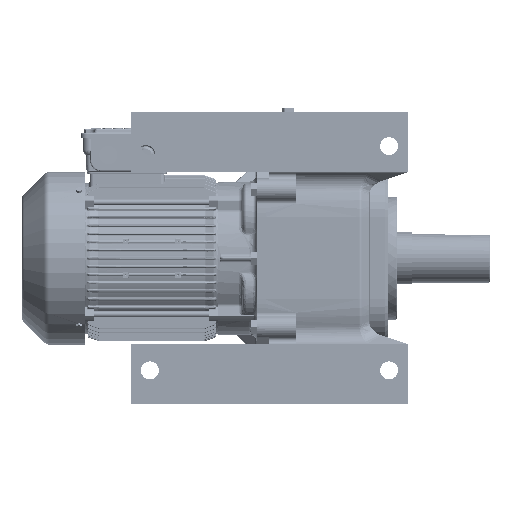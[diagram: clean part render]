
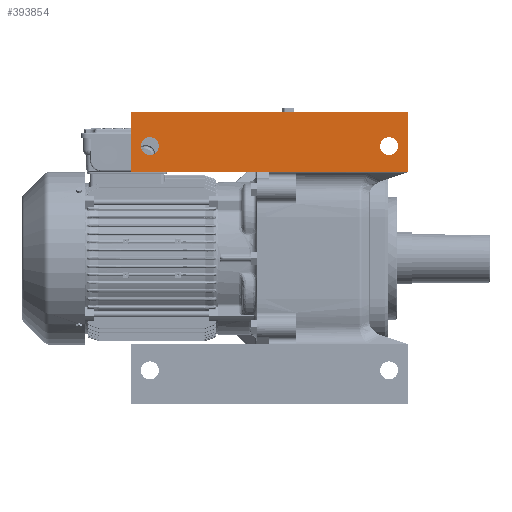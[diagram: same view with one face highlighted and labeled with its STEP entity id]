
A CAD part, front view. The second image highlights one B-rep face of the part: STEP entity #393854.
In plain terms, the highlighted planar face has unit normal (0, -1, 0).
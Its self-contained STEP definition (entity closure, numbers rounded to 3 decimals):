
#10473 = ORIENTED_EDGE ( 'NONE', *, *, #263075, .F. ) ;
#14174 = CARTESIAN_POINT ( 'NONE',  ( 165., -235., 138. ) ) ;
#15484 = EDGE_LOOP ( 'NONE', ( #10473, #73306, #43488, #142819 ) ) ;
#37739 = DIRECTION ( 'NONE',  ( 0., 1., 0. ) ) ;
#43488 = ORIENTED_EDGE ( 'NONE', *, *, #256293, .T. ) ;
#45358 = VERTEX_POINT ( 'NONE', #331358 ) ;
#46682 = AXIS2_PLACEMENT_3D ( 'NONE', #181166, #216621, #325284 ) ;
#68652 = CARTESIAN_POINT ( 'NONE',  ( -180., -235., 0. ) ) ;
#73306 = ORIENTED_EDGE ( 'NONE', *, *, #327932, .T. ) ;
#86331 = AXIS2_PLACEMENT_3D ( 'NONE', #274886, #277244, #307984 ) ;
#88091 = DIRECTION ( 'NONE',  ( 0., 0., 1. ) ) ;
#89746 = CARTESIAN_POINT ( 'NONE',  ( 190., -235., 115. ) ) ;
#96756 = DIRECTION ( 'NONE',  ( 1., 0., 0. ) ) ;
#102689 = EDGE_LOOP ( 'NONE', ( #451058, #351873 ) ) ;
#102932 = VERTEX_POINT ( 'NONE', #122062 ) ;
#104185 = DIRECTION ( 'NONE',  ( 0., 0., -1. ) ) ;
#108596 = LINE ( 'NONE', #321580, #361701 ) ;
#114376 = AXIS2_PLACEMENT_3D ( 'NONE', #370410, #150584, #443750 ) ;
#114665 = VERTEX_POINT ( 'NONE', #335873 ) ;
#122062 = CARTESIAN_POINT ( 'NONE',  ( 190., -235., 195. ) ) ;
#125281 = LINE ( 'NONE', #89746, #197402 ) ;
#126348 = CIRCLE ( 'NONE', #322907, 12. ) ;
#142819 = ORIENTED_EDGE ( 'NONE', *, *, #356127, .T. ) ;
#143694 = VECTOR ( 'NONE', #104185, 1000. ) ;
#150584 = DIRECTION ( 'NONE',  ( 0., 1., 0. ) ) ;
#159838 = CARTESIAN_POINT ( 'NONE',  ( -155., -235., 162. ) ) ;
#181166 = CARTESIAN_POINT ( 'NONE',  ( 165., -235., 150. ) ) ;
#184721 = DIRECTION ( 'NONE',  ( 0., 0., -1. ) ) ;
#192247 = EDGE_CURVE ( 'NONE', #457196, #384071, #250864, .T. ) ;
#197402 = VECTOR ( 'NONE', #96756, 1000. ) ;
#212210 = CARTESIAN_POINT ( 'NONE',  ( 190., -235., 0. ) ) ;
#216621 = DIRECTION ( 'NONE',  ( 0., 1., 0. ) ) ;
#225471 = PLANE ( 'NONE',  #251156 ) ;
#250864 = CIRCLE ( 'NONE', #46682, 12. ) ;
#251156 = AXIS2_PLACEMENT_3D ( 'NONE', #310361, #374410, #88091 ) ;
#256293 = EDGE_CURVE ( 'NONE', #45358, #382442, #390646, .T. ) ;
#259065 = VERTEX_POINT ( 'NONE', #453334 ) ;
#263075 = EDGE_CURVE ( 'NONE', #102932, #114665, #394295, .T. ) ;
#271324 = CARTESIAN_POINT ( 'NONE',  ( -180., -235., 115. ) ) ;
#274886 = CARTESIAN_POINT ( 'NONE',  ( 165., -235., 150. ) ) ;
#277244 = DIRECTION ( 'NONE',  ( 0., 1., 0. ) ) ;
#296347 = FACE_OUTER_BOUND ( 'NONE', #15484, .T. ) ;
#307984 = DIRECTION ( 'NONE',  ( 0., 0., -1. ) ) ;
#310361 = CARTESIAN_POINT ( 'NONE',  ( 190., -235., 195. ) ) ;
#316217 = ORIENTED_EDGE ( 'NONE', *, *, #448309, .T. ) ;
#318355 = CIRCLE ( 'NONE', #114376, 12. ) ;
#321580 = CARTESIAN_POINT ( 'NONE',  ( 190., -235., 195. ) ) ;
#322907 = AXIS2_PLACEMENT_3D ( 'NONE', #359775, #37739, #184721 ) ;
#325284 = DIRECTION ( 'NONE',  ( 0., 0., -1. ) ) ;
#327932 = EDGE_CURVE ( 'NONE', #102932, #45358, #108596, .T. ) ;
#331358 = CARTESIAN_POINT ( 'NONE',  ( -180., -235., 195. ) ) ;
#335873 = CARTESIAN_POINT ( 'NONE',  ( 190., -235., 115. ) ) ;
#337708 = EDGE_CURVE ( 'NONE', #259065, #414548, #318355, .T. ) ;
#351873 = ORIENTED_EDGE ( 'NONE', *, *, #464266, .T. ) ;
#356127 = EDGE_CURVE ( 'NONE', #382442, #114665, #125281, .T. ) ;
#359049 = CARTESIAN_POINT ( 'NONE',  ( 165., -235., 162. ) ) ;
#359775 = CARTESIAN_POINT ( 'NONE',  ( -155., -235., 150. ) ) ;
#361701 = VECTOR ( 'NONE', #468342, 1000. ) ;
#370410 = CARTESIAN_POINT ( 'NONE',  ( -155., -235., 150. ) ) ;
#374410 = DIRECTION ( 'NONE',  ( 0., 1., 0. ) ) ;
#382442 = VERTEX_POINT ( 'NONE', #271324 ) ;
#384071 = VERTEX_POINT ( 'NONE', #14174 ) ;
#390646 = LINE ( 'NONE', #68652, #143694 ) ;
#393854 = ADVANCED_FACE ( 'NONE', ( #433754, #402919, #296347 ), #225471, .F. ) ;
#394295 = LINE ( 'NONE', #212210, #443841 ) ;
#396431 = CIRCLE ( 'NONE', #86331, 12. ) ;
#400419 = EDGE_LOOP ( 'NONE', ( #316217, #449850 ) ) ;
#402919 = FACE_BOUND ( 'NONE', #400419, .T. ) ;
#414548 = VERTEX_POINT ( 'NONE', #159838 ) ;
#433754 = FACE_BOUND ( 'NONE', #102689, .T. ) ;
#443750 = DIRECTION ( 'NONE',  ( 0., 0., -1. ) ) ;
#443841 = VECTOR ( 'NONE', #467720, 1000. ) ;
#448309 = EDGE_CURVE ( 'NONE', #384071, #457196, #396431, .T. ) ;
#449850 = ORIENTED_EDGE ( 'NONE', *, *, #192247, .T. ) ;
#451058 = ORIENTED_EDGE ( 'NONE', *, *, #337708, .T. ) ;
#453334 = CARTESIAN_POINT ( 'NONE',  ( -155., -235., 138. ) ) ;
#457196 = VERTEX_POINT ( 'NONE', #359049 ) ;
#464266 = EDGE_CURVE ( 'NONE', #414548, #259065, #126348, .T. ) ;
#467720 = DIRECTION ( 'NONE',  ( 0., 0., -1. ) ) ;
#468342 = DIRECTION ( 'NONE',  ( -1., 0., 0. ) ) ;
